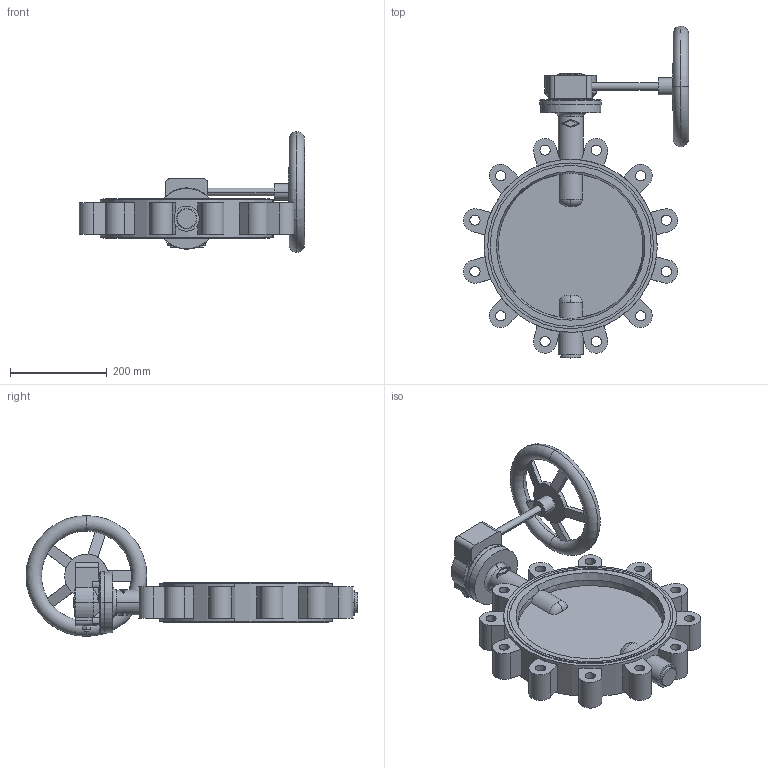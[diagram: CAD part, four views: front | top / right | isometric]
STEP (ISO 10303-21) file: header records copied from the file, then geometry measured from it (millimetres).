
FILE_DESCRIPTION( ( '' ), '1' );
FILE_NAME( 'c000005653.stp', '2015-06-02T12:18:13', ( '' ), ( '' ), ' ', ' ', ' ' );
FILE_SCHEMA( ( 'CONFIG_CONTROL_DESIGN' ) );
Length unit declared in the file: millimetre
Products named in the file (2): 1; 2
Bounding box: 465.92 x 687 x 250 mm (x, y, z)
Volume: 7276887.4 mm3; surface area: 719118.2 mm2
Topology: 2 solids, 2 shells, 323 faces, 883 edges, 585 vertices
Faces by surface type: plane 183, cylinder 110, torus 18, cone 12
Entity records: 11828 total; most frequent: CARTESIAN_POINT 3318, DIRECTION 1785, ORIENTED_EDGE 1766, EDGE_CURVE 883, AXIS2_PLACEMENT_3D 660, VERTEX_POINT 585, LINE 465, VECTOR 465
